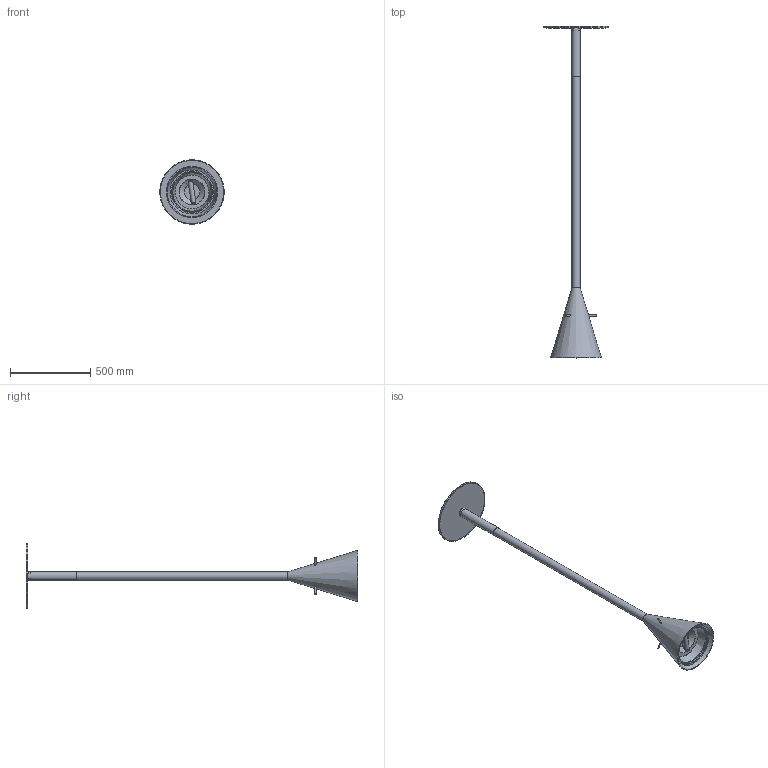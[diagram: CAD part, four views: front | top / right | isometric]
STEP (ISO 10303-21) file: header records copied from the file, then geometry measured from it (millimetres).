
FILE_DESCRIPTION(/* description */ (''),/* implementation_level */ '2;1');
FILE_NAME(/* name */ 'F330030150TCNE.stp',/* time_stamp */ '2020-01-15T11:12:48+01:00',/* author */ ('sghezzi'),/* organization */ (''),/* preprocessor_version */ 'ST-DEVELOPER v17.2',/* originating_system */ 'Autodesk Inventor 2019',/* authorisation */ '');
FILE_SCHEMA (('AUTOMOTIVE_DESIGN { 1 0 10303 214 3 1 1 }'));
Length unit declared in the file: millimetre
Products named in the file (17): Flute_3300.1_Assieme; 007330013_Anello blocco rifl manum; 007330021_Rifl all Flute E27; 007333711_Tubetto Fil M10x1 L130 T.11.30.21.61; 007336301_Staffa PL A10R7s H36 L145 foro c d10; 007330018_Rifl Int x R7s 115 ALL; 020044113_Schermo prot sup L146; 007527714_ Molla fissaggio vetro supipt; 006537701 FINALE CR D16 H6 M37.10.11.20; 064002000; 066005000_Raccordo_M10x1 _M45021100; 002330010_Stelo in Pirex; 007330001; 007330010_Canotto Cr Lucido 3300.1_con foro; 007330015_Copribase d402 h11 Sp 1 lucido; 007330017_Zavorra Vern Nero Opaco; 007330014_Asta Blocco Rifl Magnum
Assembly tree (19 placements, depth 2):
  Flute_3300.1_Assieme
    007330013_Anello blocco rifl manum
    007330021_Rifl all Flute E27
    007333711_Tubetto Fil M10x1 L130 T.11.30.21.61
    007336301_Staffa PL A10R7s H36 L145 foro c d10
    007330018_Rifl Int x R7s 115 ALL
    020044113_Schermo prot sup L146
    007527714_ Molla fissaggio vetro supipt  x2
    006537701 FINALE CR D16 H6 M37.10.11.20
    064002000
    066005000_Raccordo_M10x1 _M45021100
    002330010_Stelo in Pirex
    007330001
    007330010_Canotto Cr Lucido 3300.1_con foro
    007330015_Copribase d402 h11 Sp 1 lucido
    007330017_Zavorra Vern Nero Opaco
    007330014_Asta Blocco Rifl Magnum  x3
Bounding box: 400.61 x 2072 x 400.61 mm (x, y, z)
Volume: 4262182 mm3; surface area: 2040263.9 mm2
Topology: 19 solids, 19 shells, 242 faces, 637 edges, 430 vertices
Faces by surface type: plane 114, cylinder 87, torus 21, bspline 10, cone 10
Full cylindrical faces by diameter (mm): 4 x2, 7 x2, 8 x7, 10 x15, 11 x1, 16 x1, 20 x1, 25 x3, 28 x1, 40 x1, 50 x1, 51 x2, 55 x1, 210 x1, 253.565 x1, 255.565 x1, 275.565 x1, 395 x1, 400 x1, 402 x1
Entity records: 8339 total; most frequent: CARTESIAN_POINT 2336, DIRECTION 1191, ORIENTED_EDGE 1086, EDGE_CURVE 543, AXIS2_PLACEMENT_3D 488, VERTEX_POINT 373, EDGE_LOOP 270, CIRCLE 239
